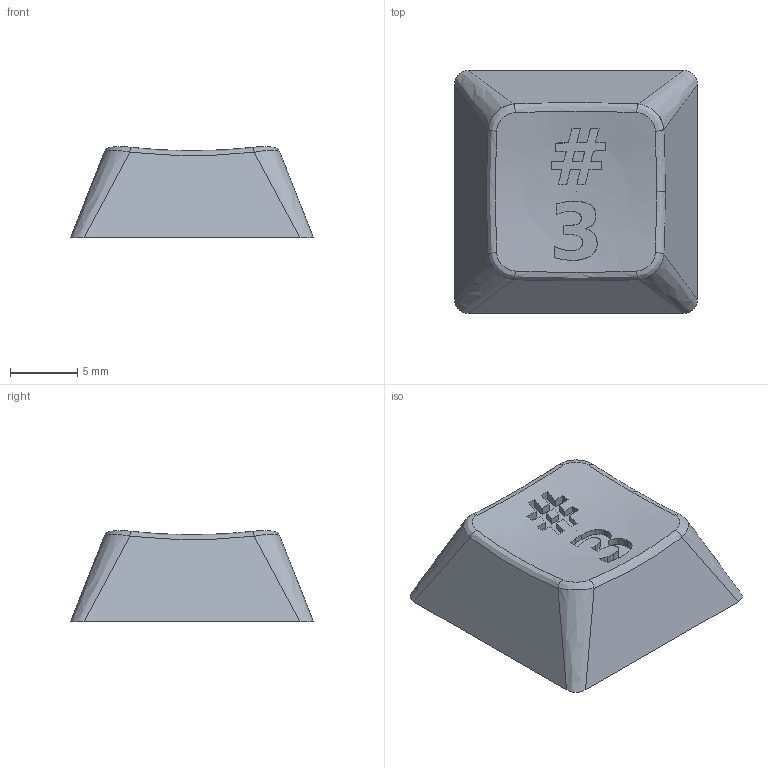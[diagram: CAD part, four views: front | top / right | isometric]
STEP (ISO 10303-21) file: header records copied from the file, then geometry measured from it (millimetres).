
FILE_DESCRIPTION(('FreeCAD Model'),'2;1');
FILE_NAME('Open CASCADE Shape Model','2024-03-01T17:35:23',(''),(''), 'Open CASCADE STEP processor 7.7','FreeCAD','Unknown');
FILE_SCHEMA(('AUTOMOTIVE_DESIGN { 1 0 10303 214 1 1 1 1 }'));
Length unit declared in the file: millimetre
Products named in the file (1): Key3
Bounding box: 18 x 18 x 6.75 mm (x, y, z)
Volume: 683.9 mm3; surface area: 1230.7 mm2
Topology: 1 solids, 1 shells, 124 faces, 325 edges, 208 vertices
Faces by surface type: plane 55, extrusion 24, bspline 21, cylinder 17, revolution 4, sphere 2, torus 1
Full cylindrical faces by diameter (mm): 5.3 x1
Entity records: 5091 total; most frequent: CARTESIAN_POINT 2237, ORIENTED_EDGE 648, DIRECTION 487, EDGE_CURVE 324, VERTEX_POINT 208, VECTOR 183, LINE 159, AXIS2_PLACEMENT_3D 150
